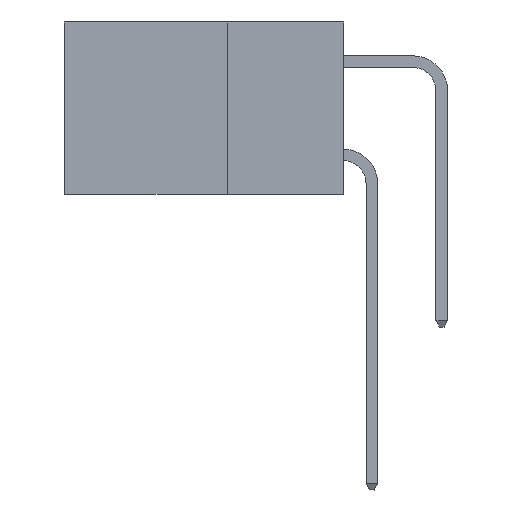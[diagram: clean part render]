
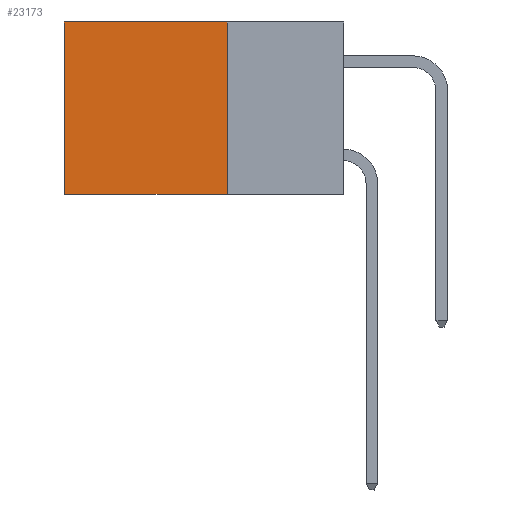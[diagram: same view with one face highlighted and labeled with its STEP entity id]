
A CAD part, left-side view. The second image highlights one B-rep face of the part: STEP entity #23173.
In plain terms, the highlighted planar face has unit normal (-1, 0, 0).
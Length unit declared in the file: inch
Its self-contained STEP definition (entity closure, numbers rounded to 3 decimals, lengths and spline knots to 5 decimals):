
#891 = VERTEX_POINT ( 'NONE', #23328 ) ;
#962 = ORIENTED_EDGE ( 'NONE', *, *, #18484, .F. ) ;
#1651 = VECTOR ( 'NONE', #20255, 39.37008 ) ;
#2301 = DIRECTION ( 'NONE',  ( 0., 1., 0. ) ) ;
#3560 = DIRECTION ( 'NONE',  ( 1., 0., 0. ) ) ;
#3754 = VERTEX_POINT ( 'NONE', #19885 ) ;
#4417 = VERTEX_POINT ( 'NONE', #9114 ) ;
#5485 = PLANE ( 'NONE',  #9987 ) ;
#5567 = VECTOR ( 'NONE', #18438, 39.37008 ) ;
#6118 = VECTOR ( 'NONE', #13136, 39.37008 ) ;
#7648 = DIRECTION ( 'NONE',  ( 0., 0., -1. ) ) ;
#8958 = ORIENTED_EDGE ( 'NONE', *, *, #22952, .F. ) ;
#9114 = CARTESIAN_POINT ( 'NONE',  ( 0.2615, 0.25, -0.37 ) ) ;
#9159 = VECTOR ( 'NONE', #2301, 39.37008 ) ;
#9987 = AXIS2_PLACEMENT_3D ( 'NONE', #17478, #3560, #7648 ) ;
#10246 = ORIENTED_EDGE ( 'NONE', *, *, #17759, .T. ) ;
#10398 = LINE ( 'NONE', #20491, #5567 ) ;
#11940 = CARTESIAN_POINT ( 'NONE',  ( 0.2615, 0.25, -0.37 ) ) ;
#12982 = EDGE_LOOP ( 'NONE', ( #24227, #8958, #962, #10246 ) ) ;
#13136 = DIRECTION ( 'NONE',  ( 0., 1., 0. ) ) ;
#14244 = LINE ( 'NONE', #11940, #1651 ) ;
#16611 = CARTESIAN_POINT ( 'NONE',  ( 0.2615, 0.6, 0. ) ) ;
#17478 = CARTESIAN_POINT ( 'NONE',  ( 0.2615, 0.25, -0.37 ) ) ;
#17759 = EDGE_CURVE ( 'NONE', #891, #24426, #22495, .T. ) ;
#18271 = CARTESIAN_POINT ( 'NONE',  ( 0.2615, 0.25, -0.37 ) ) ;
#18438 = DIRECTION ( 'NONE',  ( 0., 0., -1. ) ) ;
#18484 = EDGE_CURVE ( 'NONE', #891, #4417, #14244, .T. ) ;
#19035 = FACE_OUTER_BOUND ( 'NONE', #12982, .T. ) ;
#19885 = CARTESIAN_POINT ( 'NONE',  ( 0.2615, 0.6, -0.37 ) ) ;
#20255 = DIRECTION ( 'NONE',  ( 0., 0., -1. ) ) ;
#20491 = CARTESIAN_POINT ( 'NONE',  ( 0.2615, 0.6, -0.37 ) ) ;
#21083 = CARTESIAN_POINT ( 'NONE',  ( 0.2615, 0.25, 0. ) ) ;
#21873 = LINE ( 'NONE', #18271, #9159 ) ;
#22495 = LINE ( 'NONE', #21083, #6118 ) ;
#22952 = EDGE_CURVE ( 'NONE', #4417, #3754, #21873, .T. ) ;
#23173 = ADVANCED_FACE ( 'NONE', ( #19035 ), #5485, .F. ) ;
#23328 = CARTESIAN_POINT ( 'NONE',  ( 0.2615, 0.25, 0. ) ) ;
#23860 = EDGE_CURVE ( 'NONE', #24426, #3754, #10398, .T. ) ;
#24227 = ORIENTED_EDGE ( 'NONE', *, *, #23860, .T. ) ;
#24426 = VERTEX_POINT ( 'NONE', #16611 ) ;
